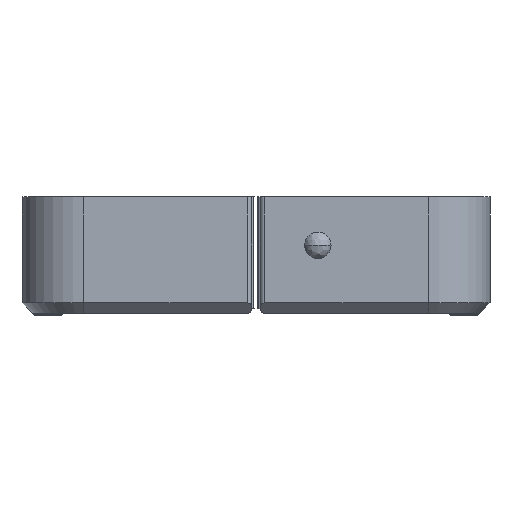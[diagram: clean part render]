
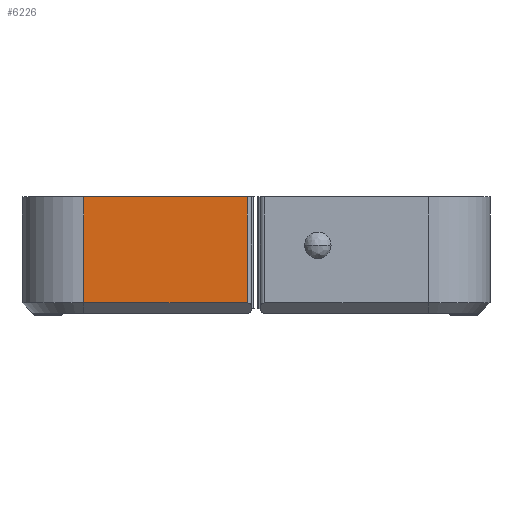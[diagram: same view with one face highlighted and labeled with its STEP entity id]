
A CAD part, left-side view. The second image highlights one B-rep face of the part: STEP entity #6226.
In plain terms, the highlighted face is planar.
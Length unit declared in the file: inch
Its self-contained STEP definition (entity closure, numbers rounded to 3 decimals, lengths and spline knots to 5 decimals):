
#69 = EDGE_CURVE ( 'NONE', #15041, #29410, #7963, .T. ) ;
#369 = CARTESIAN_POINT ( 'NONE',  ( 0.70866, 0.27559, 0.51969 ) ) ;
#2180 = VECTOR ( 'NONE', #9634, 39.37008 ) ;
#2333 = ORIENTED_EDGE ( 'NONE', *, *, #30537, .F. ) ;
#4971 = EDGE_LOOP ( 'NONE', ( #21790, #2333, #16354, #30350 ) ) ;
#5553 = DIRECTION ( 'NONE',  ( -1., 0., 0. ) ) ;
#6226 = ADVANCED_FACE ( 'NONE', ( #37072 ), #35849, .F. ) ;
#7406 = VECTOR ( 'NONE', #34042, 39.37008 ) ;
#7963 = LINE ( 'NONE', #369, #2180 ) ;
#9295 = LINE ( 'NONE', #12562, #28336 ) ;
#9634 = DIRECTION ( 'NONE',  ( 0., 1., 0. ) ) ;
#9741 = CARTESIAN_POINT ( 'NONE',  ( 0.70866, 0.27559, 0.04724 ) ) ;
#12562 = CARTESIAN_POINT ( 'NONE',  ( 0.70866, 1.00394, 0.51969 ) ) ;
#14329 = CARTESIAN_POINT ( 'NONE',  ( 0.70866, 1.00394, 0.51969 ) ) ;
#15041 = VERTEX_POINT ( 'NONE', #16288 ) ;
#16288 = CARTESIAN_POINT ( 'NONE',  ( 0.70866, 0.27559, 0.51969 ) ) ;
#16354 = ORIENTED_EDGE ( 'NONE', *, *, #69, .F. ) ;
#17362 = VERTEX_POINT ( 'NONE', #32845 ) ;
#17674 = CARTESIAN_POINT ( 'NONE',  ( 0.70866, 0.27559, 0.51969 ) ) ;
#18378 = EDGE_CURVE ( 'NONE', #17362, #15041, #39447, .T. ) ;
#21790 = ORIENTED_EDGE ( 'NONE', *, *, #22305, .F. ) ;
#22305 = EDGE_CURVE ( 'NONE', #28540, #17362, #37383, .T. ) ;
#22970 = VECTOR ( 'NONE', #33429, 39.37008 ) ;
#26814 = DIRECTION ( 'NONE',  ( 0., 0., 1. ) ) ;
#27437 = DIRECTION ( 'NONE',  ( 0., 0., -1. ) ) ;
#28336 = VECTOR ( 'NONE', #27437, 39.37008 ) ;
#28540 = VERTEX_POINT ( 'NONE', #33928 ) ;
#29410 = VERTEX_POINT ( 'NONE', #14329 ) ;
#29994 = CARTESIAN_POINT ( 'NONE',  ( 0.70866, 0.27559, 0.51969 ) ) ;
#30350 = ORIENTED_EDGE ( 'NONE', *, *, #18378, .F. ) ;
#30537 = EDGE_CURVE ( 'NONE', #29410, #28540, #9295, .T. ) ;
#32845 = CARTESIAN_POINT ( 'NONE',  ( 0.70866, 0.27559, 0.04724 ) ) ;
#33429 = DIRECTION ( 'NONE',  ( 0., 0., 1. ) ) ;
#33928 = CARTESIAN_POINT ( 'NONE',  ( 0.70866, 1.00394, 0.04724 ) ) ;
#34042 = DIRECTION ( 'NONE',  ( 0., -1., 0. ) ) ;
#35677 = AXIS2_PLACEMENT_3D ( 'NONE', #17674, #5553, #26814 ) ;
#35849 = PLANE ( 'NONE',  #35677 ) ;
#37072 = FACE_OUTER_BOUND ( 'NONE', #4971, .T. ) ;
#37383 = LINE ( 'NONE', #9741, #7406 ) ;
#39447 = LINE ( 'NONE', #29994, #22970 ) ;
